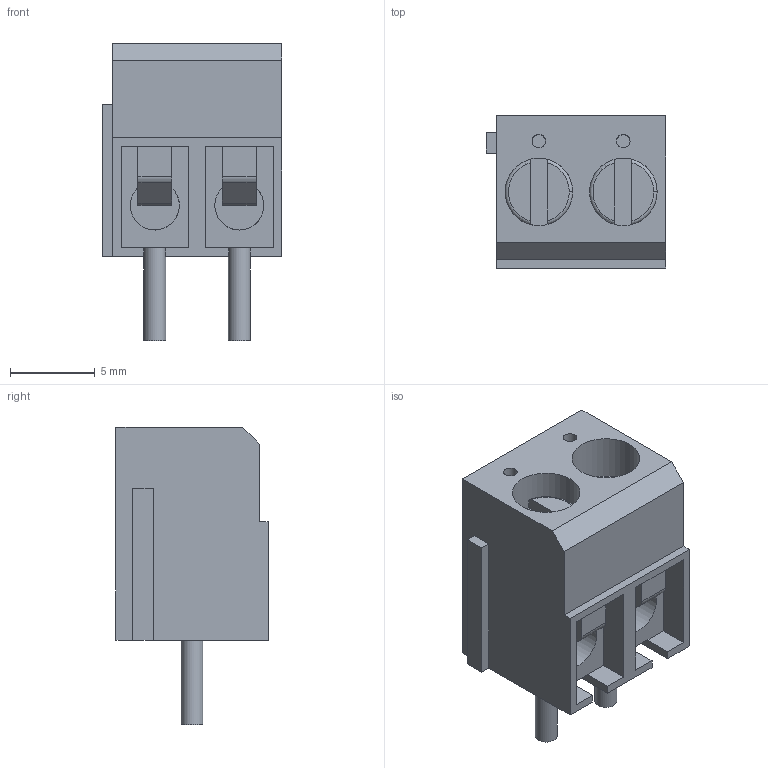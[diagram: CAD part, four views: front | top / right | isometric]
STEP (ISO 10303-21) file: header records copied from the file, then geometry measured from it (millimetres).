
FILE_DESCRIPTION(('FreeCAD Model'),'2;1');
FILE_NAME( 'bornerav2.step', '2019-04-30T00:25:31',('Author'),(''), 'Open CASCADE STEP processor 7.3','FreeCAD','Unknown');
FILE_SCHEMA(('AUTOMOTIVE_DESIGN { 1 0 10303 214 1 1 1 1 }'));
Length unit declared in the file: millimetre
Products named in the file (6): Cut009002006001002; Cut009002006001004; Cut009002005; Cilindro; Cilindro001; Cut009002003
Bounding box: 10.6 x 9 x 17.6 mm (x, y, z)
Volume: 853.7 mm3; surface area: 1594.1 mm2
Topology: 7 solids, 7 shells, 99 faces, 255 edges, 168 vertices
Faces by surface type: plane 75, cylinder 18, torus 6
Full cylindrical faces by diameter (mm): 0.8 x2, 1.3 x2, 4 x4
Entity records: 6598 total; most frequent: CARTESIAN_POINT 1455, DIRECTION 889, LINE 539, VECTOR 539, ORIENTED_EDGE 510, PCURVE 510, DEFINITIONAL_REPRESENTATION 510, EDGE_CURVE 255
